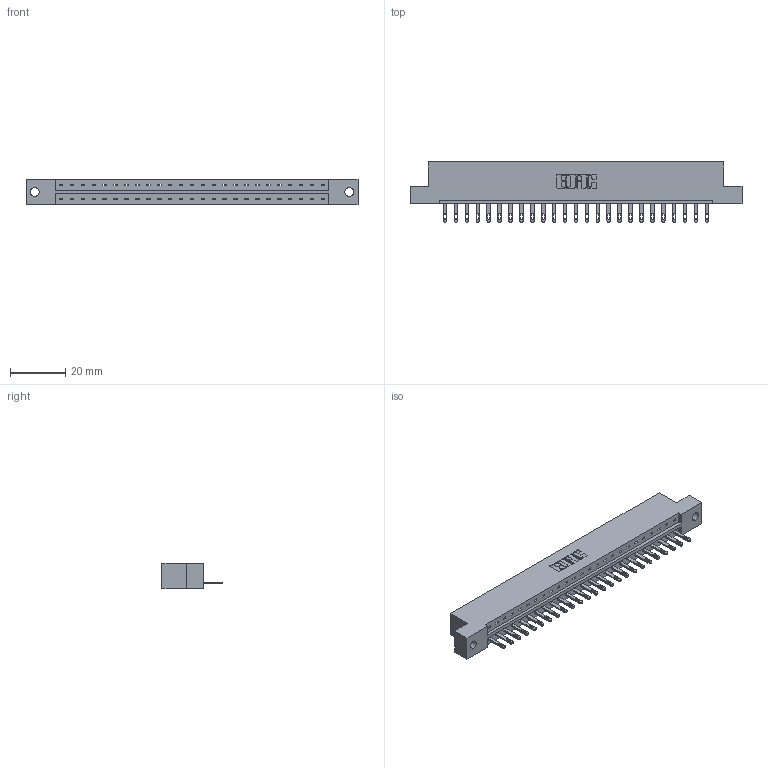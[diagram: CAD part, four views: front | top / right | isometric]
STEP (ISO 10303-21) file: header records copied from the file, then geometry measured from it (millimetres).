
FILE_DESCRIPTION (( 'STEP AP203' ), '1' );
FILE_NAME ('333-025-500-102.STEP', '2018-08-02T11:52:08', ( '' ), ( '' ), 'SwSTEP 2.0', 'SolidWorks 2016', '' );
FILE_SCHEMA (( 'CONFIG_CONTROL_DESIGN' ));
Length unit declared in the file: inch
Products named in the file (3): 345-292-001_345-293-100; 333-025-500-102; 333 Part_Flush - .128 Dia
Assembly tree (26 placements, depth 2):
  333-025-500-102
    333 Part_Flush - .128 Dia
    345-292-001_345-293-100  x25
Bounding box: 120.6 x 21.85 x 9.4 mm (x, y, z)
Volume: 11968.3 mm3; surface area: 12626.7 mm2
Topology: 26 solids, 26 shells, 1464 faces, 4511 edges, 3006 vertices
Faces by surface type: plane 970, cylinder 494
Entity records: 17415 total; most frequent: CARTESIAN_POINT 3013, ORIENTED_EDGE 2974, DIRECTION 2577, EDGE_CURVE 1487, VECTOR 1355, LINE 1355, VERTEX_POINT 990, AXIS2_PLACEMENT_3D 611
